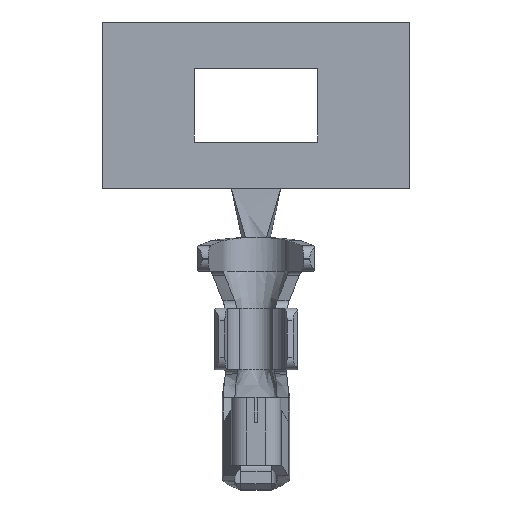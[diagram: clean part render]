
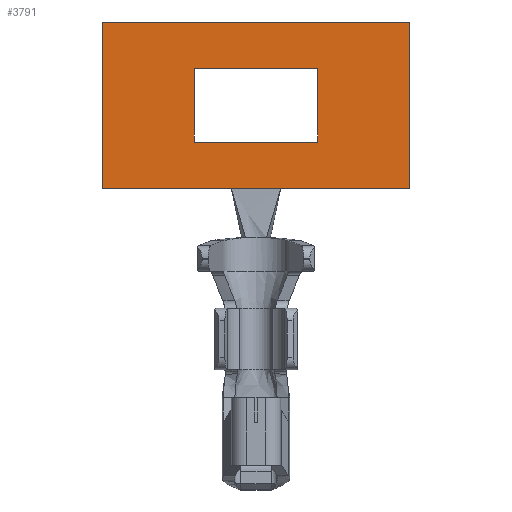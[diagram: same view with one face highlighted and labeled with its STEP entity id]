
A CAD part, front view. The second image highlights one B-rep face of the part: STEP entity #3791.
In plain terms, the highlighted planar face has unit normal (0, -1, 0).
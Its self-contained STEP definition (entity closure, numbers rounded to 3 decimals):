
#3391=CARTESIAN_POINT('',(-0.4,-0.2,4.9));
#3392=VERTEX_POINT('',#3391);
#3400=CARTESIAN_POINT('',(0.4,-0.2,4.9));
#3401=VERTEX_POINT('',#3400);
#3408=CARTESIAN_POINT('',(0.4,-0.2,4.9));
#3409=DIRECTION('',(-1.,0.,0.));
#3410=VECTOR('',#3409,0.8);
#3411=LINE('',#3408,#3410);
#3412=EDGE_CURVE('',#3401,#3392,#3411,.T.);
#3504=CARTESIAN_POINT('',(-2.5,-0.2,4.9));
#3505=VERTEX_POINT('',#3504);
#3506=CARTESIAN_POINT('',(-0.4,-0.2,4.9));
#3507=DIRECTION('',(-1.,0.,0.));
#3508=VECTOR('',#3507,2.1);
#3509=LINE('',#3506,#3508);
#3510=EDGE_CURVE('',#3392,#3505,#3509,.T.);
#3536=CARTESIAN_POINT('',(2.5,-0.2,7.6));
#3537=VERTEX_POINT('',#3536);
#3552=CARTESIAN_POINT('',(-2.5,-0.2,7.6));
#3553=VERTEX_POINT('',#3552);
#3560=CARTESIAN_POINT('',(-2.5,-0.2,7.6));
#3561=DIRECTION('',(1.,0.,0.));
#3562=VECTOR('',#3561,5.);
#3563=LINE('',#3560,#3562);
#3564=EDGE_CURVE('',#3553,#3537,#3563,.T.);
#3727=CARTESIAN_POINT('',(3.,-0.2,12.9));
#3728=DIRECTION('',(1.,0.,0.));
#3729=DIRECTION('',(0.,-1.,0.));
#3730=AXIS2_PLACEMENT_3D('',#3727,#3729,#3728);
#3731=PLANE('',#3730);
#3732=ORIENTED_EDGE('',*,*,#3412,.F.);
#3733=CARTESIAN_POINT('',(2.5,-0.2,4.9));
#3734=VERTEX_POINT('',#3733);
#3735=CARTESIAN_POINT('',(0.4,-0.2,4.9));
#3736=DIRECTION('',(1.,0.,0.));
#3737=VECTOR('',#3736,2.1);
#3738=LINE('',#3735,#3737);
#3739=EDGE_CURVE('',#3401,#3734,#3738,.T.);
#3740=ORIENTED_EDGE('',*,*,#3739,.T.);
#3741=CARTESIAN_POINT('',(2.5,-0.2,7.6));
#3742=DIRECTION('',(0.,0.,-1.));
#3743=VECTOR('',#3742,2.7);
#3744=LINE('',#3741,#3743);
#3745=EDGE_CURVE('',#3537,#3734,#3744,.T.);
#3746=ORIENTED_EDGE('',*,*,#3745,.F.);
#3747=ORIENTED_EDGE('',*,*,#3564,.F.);
#3748=CARTESIAN_POINT('',(-2.5,-0.2,4.9));
#3749=DIRECTION('',(0.,0.,1.));
#3750=VECTOR('',#3749,2.7);
#3751=LINE('',#3748,#3750);
#3752=EDGE_CURVE('',#3505,#3553,#3751,.T.);
#3753=ORIENTED_EDGE('',*,*,#3752,.F.);
#3754=ORIENTED_EDGE('',*,*,#3510,.F.);
#3755=EDGE_LOOP('',(#3732,#3740,#3746,#3747,#3753,#3754));
#3756=FACE_OUTER_BOUND('',#3755,.T.);
#3757=CARTESIAN_POINT('',(1.,-0.2,5.65));
#3758=VERTEX_POINT('',#3757);
#3759=CARTESIAN_POINT('',(-1.,-0.2,5.65));
#3760=VERTEX_POINT('',#3759);
#3761=CARTESIAN_POINT('',(1.,-0.2,5.65));
#3762=DIRECTION('',(-1.,0.,0.));
#3763=VECTOR('',#3762,2.);
#3764=LINE('',#3761,#3763);
#3765=EDGE_CURVE('',#3758,#3760,#3764,.T.);
#3766=ORIENTED_EDGE('',*,*,#3765,.T.);
#3767=CARTESIAN_POINT('',(-1.,-0.2,6.85));
#3768=VERTEX_POINT('',#3767);
#3769=CARTESIAN_POINT('',(-1.,-0.2,5.65));
#3770=DIRECTION('',(0.,0.,1.));
#3771=VECTOR('',#3770,1.2);
#3772=LINE('',#3769,#3771);
#3773=EDGE_CURVE('',#3760,#3768,#3772,.T.);
#3774=ORIENTED_EDGE('',*,*,#3773,.T.);
#3775=CARTESIAN_POINT('',(1.,-0.2,6.85));
#3776=VERTEX_POINT('',#3775);
#3777=CARTESIAN_POINT('',(-1.,-0.2,6.85));
#3778=DIRECTION('',(1.,0.,0.));
#3779=VECTOR('',#3778,2.);
#3780=LINE('',#3777,#3779);
#3781=EDGE_CURVE('',#3768,#3776,#3780,.T.);
#3782=ORIENTED_EDGE('',*,*,#3781,.T.);
#3783=CARTESIAN_POINT('',(1.,-0.2,6.85));
#3784=DIRECTION('',(0.,0.,-1.));
#3785=VECTOR('',#3784,1.2);
#3786=LINE('',#3783,#3785);
#3787=EDGE_CURVE('',#3776,#3758,#3786,.T.);
#3788=ORIENTED_EDGE('',*,*,#3787,.T.);
#3789=EDGE_LOOP('',(#3766,#3774,#3782,#3788));
#3790=FACE_BOUND('',#3789,.T.);
#3791=ADVANCED_FACE('',(#3756,#3790),#3731,.T.);
